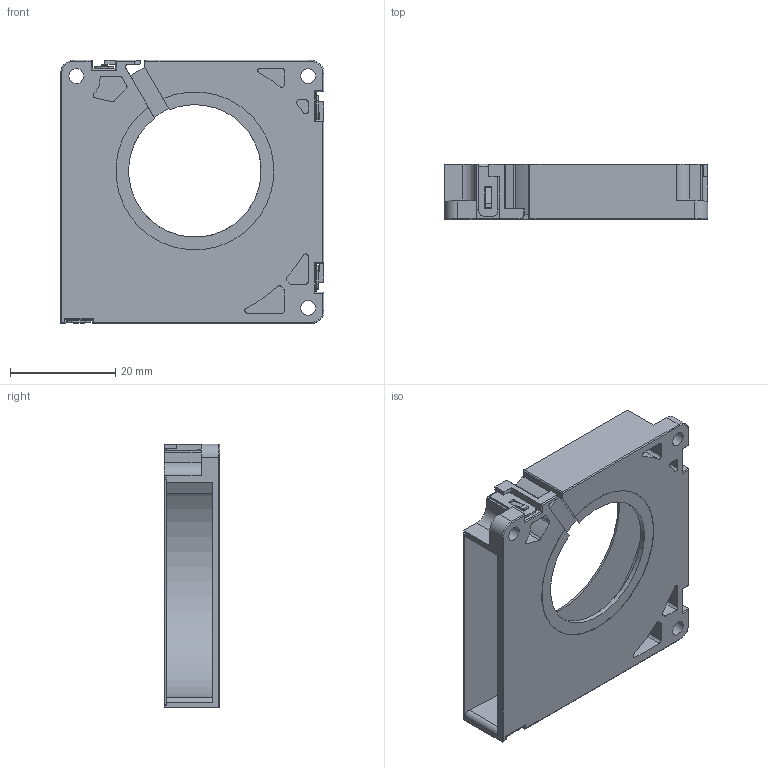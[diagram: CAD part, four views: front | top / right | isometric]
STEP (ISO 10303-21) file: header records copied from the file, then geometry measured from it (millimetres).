
FILE_DESCRIPTION(/* description */ (''),/* implementation_level */ '2;1');
FILE_NAME(/* name */ 'Delta BFB0512HHA-CF00.step',/* time_stamp */ '2024-05-27T16:38:52+02:00',/* author */ (''),/* organization */ (''),/* preprocessor_version */ 'ST-DEVELOPER v20',/* originating_system */ 'Autodesk Translation Framework v13.14.0.145',/* authorisation */ '');
FILE_SCHEMA (('AUTOMOTIVE_DESIGN { 1 0 10303 214 3 1 1 }'));
Length unit declared in the file: millimetre
Products named in the file (2): (Unsaved); Delta BFB0512HHA-CF00
Assembly tree (1 placements, depth 2):
  (Unsaved)
    Delta BFB0512HHA-CF00
Bounding box: 50.1 x 10.5 x 50 mm (x, y, z)
Volume: 6641 mm3; surface area: 11022.6 mm2
Topology: 2 solids, 2 shells, 302 faces, 820 edges, 532 vertices
Faces by surface type: plane 198, cylinder 93, bspline 7, torus 3, cone 1
Full cylindrical faces by diameter (mm): 2 x2, 2.05 x2, 2.8 x3, 32 x1
Entity records: 9671 total; most frequent: CARTESIAN_POINT 1829, ORIENTED_EDGE 1640, DIRECTION 1592, EDGE_CURVE 820, LINE 622, VECTOR 622, VERTEX_POINT 532, AXIS2_PLACEMENT_3D 485
